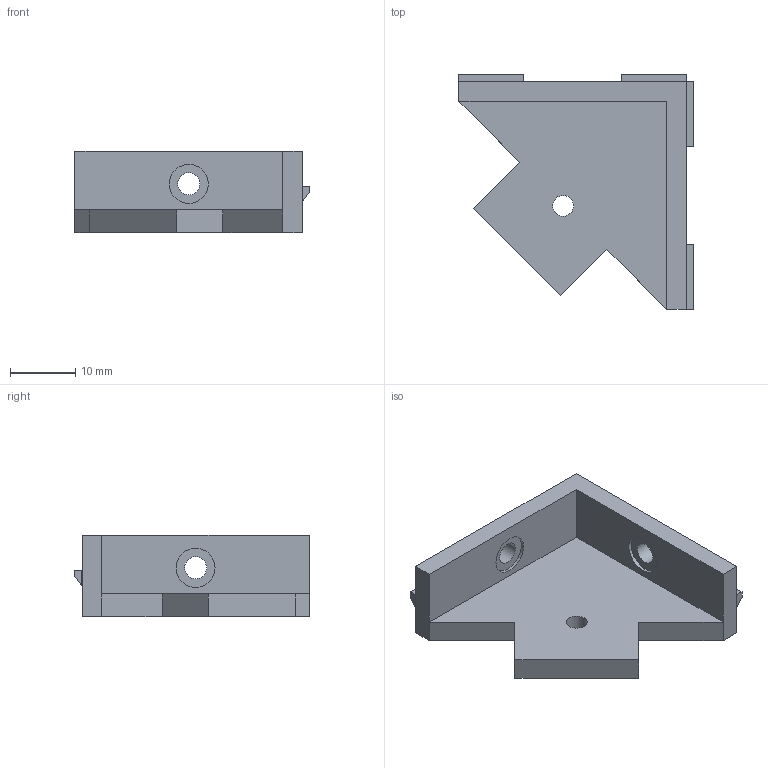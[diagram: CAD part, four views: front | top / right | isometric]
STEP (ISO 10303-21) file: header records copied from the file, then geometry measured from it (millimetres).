
FILE_DESCRIPTION(/* description */ (''),/* implementation_level */ '2;1');
FILE_NAME(/* name */ 'CornerTrussBrace.stp',/* time_stamp */ '2016-03-27T18:24:36-04:00',/* author */ (''),/* organization */ (''),/* preprocessor_version */ 'ST-DEVELOPER v16.2',/* originating_system */ 'Autodesk Translation Framework v4.3.0.3010',/* authorisation */ '');
FILE_SCHEMA (('AUTOMOTIVE_DESIGN { 1 0 10303 214 3 1 1 }'));
Length unit declared in the file: centimetre
Products named in the file (2): corner truss brace; corner truss brace (1)
Assembly tree (1 placements, depth 2):
  corner truss brace
    corner truss brace (1)
Bounding box: 36.1 x 36.1 x 12.5 mm (x, y, z)
Volume: 4936.7 mm3; surface area: 3877.8 mm2
Topology: 5 solids, 5 shells, 45 faces, 97 edges, 64 vertices
Faces by surface type: plane 40, cylinder 5
Full cylindrical faces by diameter (mm): 3.2 x1, 3.4 x2, 6 x2
Entity records: 1227 total; most frequent: CARTESIAN_POINT 204, DIRECTION 198, ORIENTED_EDGE 184, EDGE_CURVE 92, LINE 82, VECTOR 82, VERTEX_POINT 64, EDGE_LOOP 58
